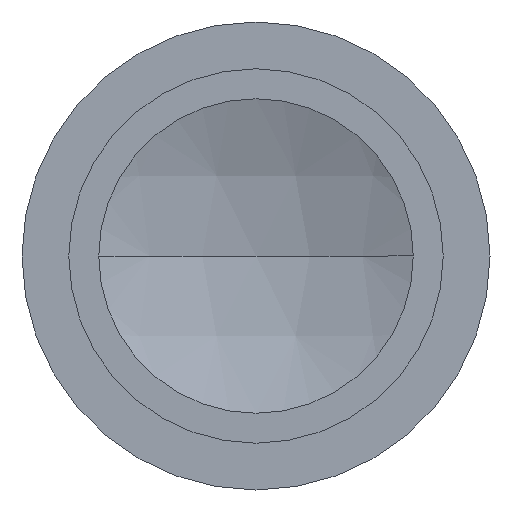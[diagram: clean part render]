
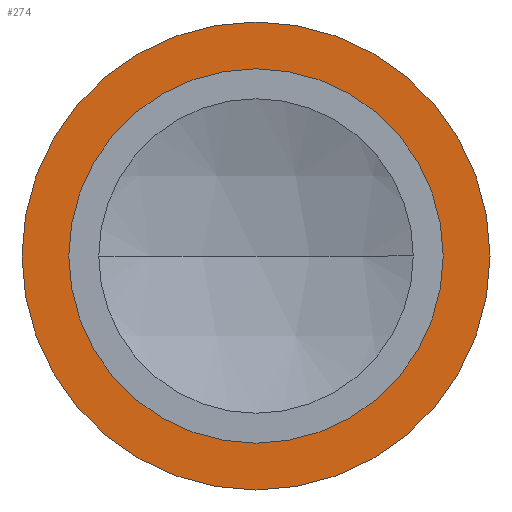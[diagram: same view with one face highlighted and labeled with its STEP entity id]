
A CAD part, left-side view. The second image highlights one B-rep face of the part: STEP entity #274.
In plain terms, the highlighted planar face has unit normal (-1, 0, 0).
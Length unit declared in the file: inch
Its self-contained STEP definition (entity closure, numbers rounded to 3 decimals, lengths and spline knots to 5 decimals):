
#40 = DIRECTION ( 'NONE',  ( -1., 0., 0. ) ) ;
#43 = CARTESIAN_POINT ( 'NONE',  ( 0.58, 0., 0.05 ) ) ;
#57 = CARTESIAN_POINT ( 'NONE',  ( 0.58, 0., -0.05 ) ) ;
#62 = PLANE ( 'NONE',  #411 ) ;
#116 = DIRECTION ( 'NONE',  ( -1., 0., 0. ) ) ;
#117 = CARTESIAN_POINT ( 'NONE',  ( 0.58, 0., 0. ) ) ;
#121 = DIRECTION ( 'NONE',  ( -1., 0., 0. ) ) ;
#135 = EDGE_LOOP ( 'NONE', ( #682, #268 ) ) ;
#167 = DIRECTION ( 'NONE',  ( 0., 0., 1. ) ) ;
#178 = DIRECTION ( 'NONE',  ( 0., 0., 1. ) ) ;
#188 = CIRCLE ( 'NONE', #448, 0.0625 ) ;
#200 = CIRCLE ( 'NONE', #351, 0.05 ) ;
#223 = VERTEX_POINT ( 'NONE', #657 ) ;
#228 = CARTESIAN_POINT ( 'NONE',  ( 0.58, 0., 0. ) ) ;
#245 = VERTEX_POINT ( 'NONE', #57 ) ;
#268 = ORIENTED_EDGE ( 'NONE', *, *, #301, .T. ) ;
#269 = ORIENTED_EDGE ( 'NONE', *, *, #708, .F. ) ;
#274 = ADVANCED_FACE ( 'NONE', ( #483, #309 ), #62, .T. ) ;
#287 = EDGE_CURVE ( 'NONE', #223, #396, #188, .T. ) ;
#288 = DIRECTION ( 'NONE',  ( 0., 0., 1. ) ) ;
#301 = EDGE_CURVE ( 'NONE', #396, #223, #377, .T. ) ;
#309 = FACE_BOUND ( 'NONE', #684, .T. ) ;
#336 = AXIS2_PLACEMENT_3D ( 'NONE', #456, #116, #505 ) ;
#351 = AXIS2_PLACEMENT_3D ( 'NONE', #228, #549, #167 ) ;
#377 = CIRCLE ( 'NONE', #336, 0.0625 ) ;
#382 = DIRECTION ( 'NONE',  ( 0., 0., 1. ) ) ;
#396 = VERTEX_POINT ( 'NONE', #529 ) ;
#411 = AXIS2_PLACEMENT_3D ( 'NONE', #609, #121, #178 ) ;
#441 = CARTESIAN_POINT ( 'NONE',  ( 0.58, 0., 0. ) ) ;
#448 = AXIS2_PLACEMENT_3D ( 'NONE', #117, #604, #288 ) ;
#456 = CARTESIAN_POINT ( 'NONE',  ( 0.58, 0., 0. ) ) ;
#467 = CIRCLE ( 'NONE', #605, 0.05 ) ;
#483 = FACE_OUTER_BOUND ( 'NONE', #135, .T. ) ;
#505 = DIRECTION ( 'NONE',  ( 0., 0., 1. ) ) ;
#508 = ORIENTED_EDGE ( 'NONE', *, *, #528, .F. ) ;
#528 = EDGE_CURVE ( 'NONE', #245, #703, #200, .T. ) ;
#529 = CARTESIAN_POINT ( 'NONE',  ( 0.58, 0., -0.0625 ) ) ;
#549 = DIRECTION ( 'NONE',  ( -1., 0., 0. ) ) ;
#604 = DIRECTION ( 'NONE',  ( -1., 0., 0. ) ) ;
#605 = AXIS2_PLACEMENT_3D ( 'NONE', #441, #40, #382 ) ;
#609 = CARTESIAN_POINT ( 'NONE',  ( 0.58, 0.05, 0. ) ) ;
#657 = CARTESIAN_POINT ( 'NONE',  ( 0.58, 0., 0.0625 ) ) ;
#682 = ORIENTED_EDGE ( 'NONE', *, *, #287, .T. ) ;
#684 = EDGE_LOOP ( 'NONE', ( #269, #508 ) ) ;
#703 = VERTEX_POINT ( 'NONE', #43 ) ;
#708 = EDGE_CURVE ( 'NONE', #703, #245, #467, .T. ) ;
